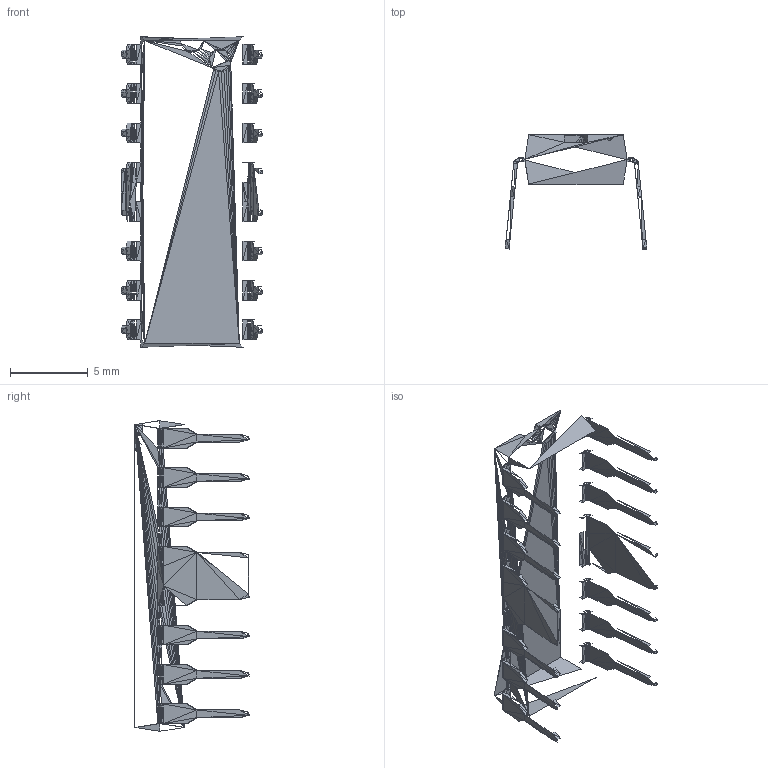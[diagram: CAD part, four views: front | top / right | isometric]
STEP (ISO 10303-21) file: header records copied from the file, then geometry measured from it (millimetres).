
FILE_DESCRIPTION(('STEP AP214'),'1');
FILE_NAME('result.stp','2025-07-11T10:44:16',(' '),(' '),'Spatial InterOp 3D',' ',' ');
FILE_SCHEMA(('automotive_design'));
Length unit declared in the file: metre
Products named in the file (1): Root
Bounding box: 9.14 x 7.37 x 20.04 mm (x, y, z)
Topology: 0 solids, 1613 shells, 1613 faces, 4810 edges, 2040 vertices
Faces by surface type: plane 1613
Entity records: 52528 total; most frequent: DIRECTION 8067, ORIENTED_EDGE 4839, EDGE_CURVE 4839, LINE 4839, VECTOR 4839, CARTESIAN_POINT 2058, VERTEX_POINT 2057, AXIS2_PLACEMENT_3D 1614
